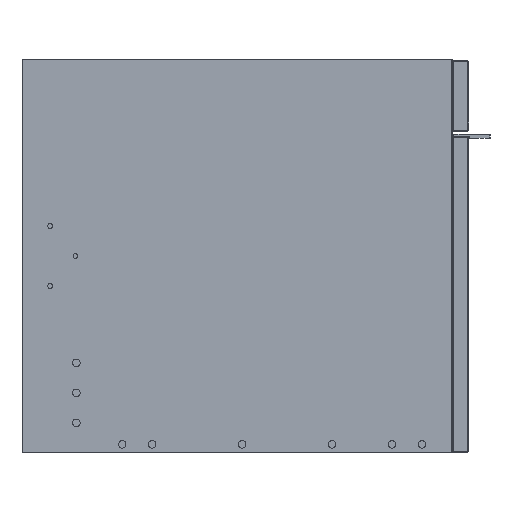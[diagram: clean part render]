
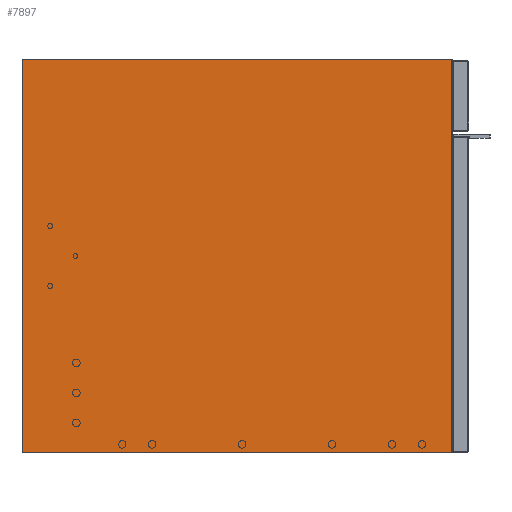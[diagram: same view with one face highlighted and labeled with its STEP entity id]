
A CAD part, left-side view. The second image highlights one B-rep face of the part: STEP entity #7897.
In plain terms, the highlighted planar face has unit normal (-1, 0, 0).
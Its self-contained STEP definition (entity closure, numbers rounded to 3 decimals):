
#6969=CARTESIAN_POINT('',(851.78,7910.334,0.));
#6970=VERTEX_POINT('',#6969);
#6987=CARTESIAN_POINT('',(851.78,7910.334,420.0));
#6988=VERTEX_POINT('',#6987);
#6995=CARTESIAN_POINT('',(851.78,7910.334,420.0));
#6996=DIRECTION('',(0.0,0.0,-1.0));
#6997=VECTOR('',#6996,420.);
#6998=LINE('',#6995,#6997);
#6999=EDGE_CURVE('',#6988,#6970,#6998,.T.);
#7041=CARTESIAN_POINT('',(851.78,8368.334,0.));
#7042=VERTEX_POINT('',#7041);
#7043=CARTESIAN_POINT('',(851.78,7910.334,0.));
#7044=DIRECTION('',(0.0,1.0,0.0));
#7045=VECTOR('',#7044,458.);
#7046=LINE('',#7043,#7045);
#7047=EDGE_CURVE('',#6970,#7042,#7046,.T.);
#7852=CARTESIAN_POINT('',(851.78,8368.334,420.0));
#7853=VERTEX_POINT('',#7852);
#7860=CARTESIAN_POINT('',(851.78,8368.334,420.0));
#7861=DIRECTION('',(0.0,-1.0,0.0));
#7862=VECTOR('',#7861,458.);
#7863=LINE('',#7860,#7862);
#7864=EDGE_CURVE('',#7853,#6988,#7863,.T.);
#7876=CARTESIAN_POINT('',(851.78,8368.334,0.));
#7877=DIRECTION('',(0.0,0.0,1.0));
#7878=VECTOR('',#7877,420.);
#7879=LINE('',#7876,#7878);
#7880=EDGE_CURVE('',#7042,#7853,#7879,.T.);
#7886=CARTESIAN_POINT('',(851.78,8139.334,420.001));
#7887=DIRECTION('',(-1.0,0.0,0.0));
#7888=DIRECTION('',(0.0,0.0,1.0));
#7889=AXIS2_PLACEMENT_3D('',#7886,#7887,#7888);
#7890=PLANE('',#7889);
#7891=ORIENTED_EDGE('',*,*,#6999,.F.);
#7892=ORIENTED_EDGE('',*,*,#7864,.F.);
#7893=ORIENTED_EDGE('',*,*,#7880,.F.);
#7894=ORIENTED_EDGE('',*,*,#7047,.F.);
#7895=EDGE_LOOP('',(#7891,#7892,#7893,#7894));
#7896=FACE_OUTER_BOUND('',#7895,.T.);
#7897=ADVANCED_FACE('',(#7896),#7890,.T.);
